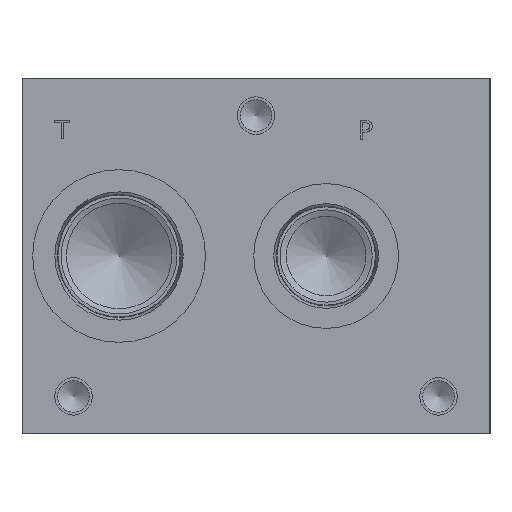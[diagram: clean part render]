
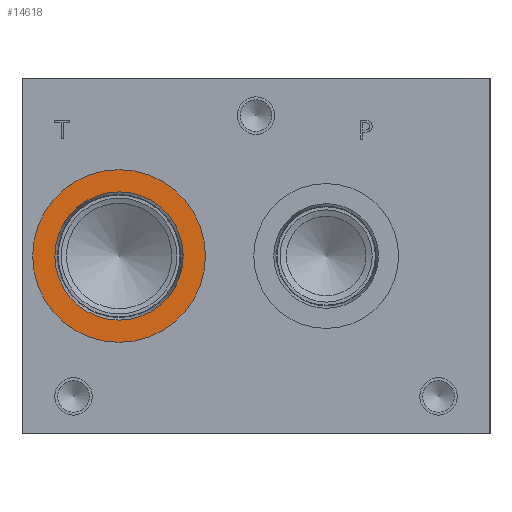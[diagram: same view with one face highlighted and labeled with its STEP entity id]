
A CAD part, left-side view. The second image highlights one B-rep face of the part: STEP entity #14618.
In plain terms, the highlighted planar face has unit normal (-1, 0, 0).
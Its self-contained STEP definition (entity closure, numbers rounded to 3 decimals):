
#614=CIRCLE('',#15520,29.286);
#615=CIRCLE('',#15521,29.286);
#616=CIRCLE('',#15523,21.755);
#617=CIRCLE('',#15524,21.755);
#1167=FACE_BOUND('',#2727,.T.);
#1860=FACE_OUTER_BOUND('',#2726,.T.);
#2726=EDGE_LOOP('',(#12419,#12420));
#2727=EDGE_LOOP('',(#12421,#12422));
#6741=VERTEX_POINT('',#24644);
#6742=VERTEX_POINT('',#24646);
#6743=VERTEX_POINT('',#24650);
#6744=VERTEX_POINT('',#24651);
#8698=EDGE_CURVE('',#6741,#6742,#614,.T.);
#8699=EDGE_CURVE('',#6742,#6741,#615,.T.);
#8700=EDGE_CURVE('',#6743,#6744,#616,.T.);
#8701=EDGE_CURVE('',#6744,#6743,#617,.T.);
#12419=ORIENTED_EDGE('',*,*,#8699,.F.);
#12420=ORIENTED_EDGE('',*,*,#8698,.F.);
#12421=ORIENTED_EDGE('',*,*,#8700,.T.);
#12422=ORIENTED_EDGE('',*,*,#8701,.T.);
#13457=PLANE('',#15522);
#14618=ADVANCED_FACE('',(#1860,#1167),#13457,.F.);
#15520=AXIS2_PLACEMENT_3D('',#24647,#18590,#18591);
#15521=AXIS2_PLACEMENT_3D('',#24648,#18592,#18593);
#15522=AXIS2_PLACEMENT_3D('',#24649,#18594,#18595);
#15523=AXIS2_PLACEMENT_3D('',#24652,#18596,#18597);
#15524=AXIS2_PLACEMENT_3D('',#24653,#18598,#18599);
#18590=DIRECTION('center_axis',(1.,0.,0.));
#18591=DIRECTION('ref_axis',(0.,0.,-1.));
#18592=DIRECTION('center_axis',(1.,0.,0.));
#18593=DIRECTION('ref_axis',(0.,0.,-1.));
#18594=DIRECTION('center_axis',(1.,0.,0.));
#18595=DIRECTION('ref_axis',(0.,0.,-1.));
#18596=DIRECTION('center_axis',(1.,0.,0.));
#18597=DIRECTION('ref_axis',(0.,0.,-1.));
#18598=DIRECTION('center_axis',(1.,0.,0.));
#18599=DIRECTION('ref_axis',(0.,0.,-1.));
#24644=CARTESIAN_POINT('',(0.787,125.832,31.039));
#24646=CARTESIAN_POINT('',(0.787,125.832,89.611));
#24647=CARTESIAN_POINT('Origin',(0.787,125.832,60.325));
#24648=CARTESIAN_POINT('Origin',(0.787,125.832,60.325));
#24649=CARTESIAN_POINT('Origin',(0.787,125.832,82.08));
#24650=CARTESIAN_POINT('',(0.787,125.832,82.08));
#24651=CARTESIAN_POINT('',(0.787,125.832,38.57));
#24652=CARTESIAN_POINT('Origin',(0.787,125.832,60.325));
#24653=CARTESIAN_POINT('Origin',(0.787,125.832,60.325));
